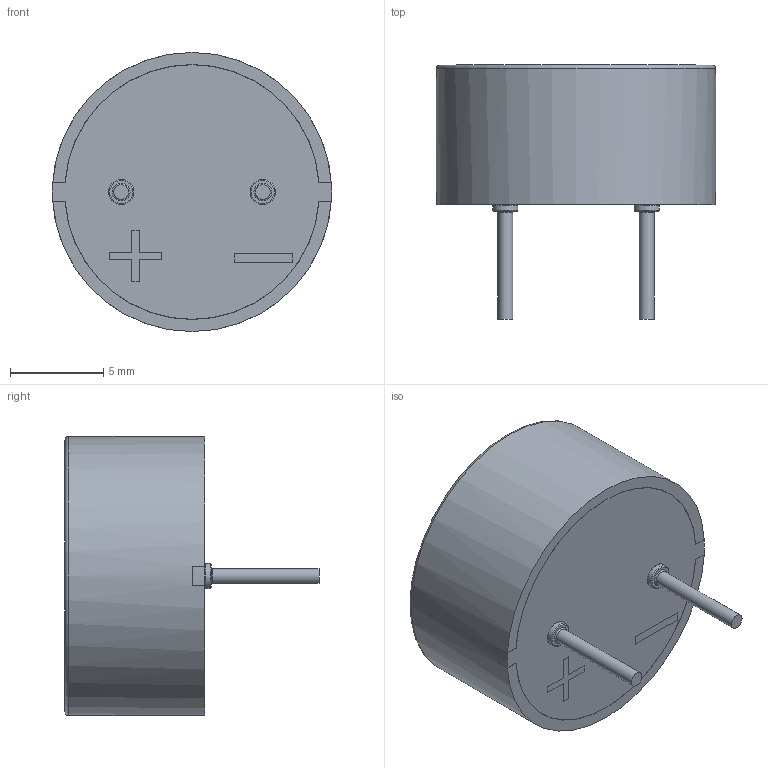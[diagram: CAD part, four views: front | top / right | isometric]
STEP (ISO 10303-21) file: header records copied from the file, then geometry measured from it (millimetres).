
FILE_DESCRIPTION(/* description */ (''),/* implementation_level */ '2;1');
FILE_NAME(/* name */ 'AST-01508MR-WT-R.ipt.step',/* time_stamp */ '2024-02-07T22:30:19-05:00',/* author */ ('J.D.'),/* organization */ (''),/* preprocessor_version */ 'ST-DEVELOPER v20',/* originating_system */ 'Autodesk Inventor 2024',/* authorisation */ '');
FILE_SCHEMA (('AUTOMOTIVE_DESIGN { 1 0 10303 214 3 1 1 }'));
Length unit declared in the file: millimetre
Products named in the file (1): AST-01508MR-R
Bounding box: 15 x 13.65 x 15 mm (x, y, z)
Volume: 960.5 mm3; surface area: 1702.6 mm2
Topology: 4 solids, 4 shells, 86 faces, 204 edges, 136 vertices
Faces by surface type: plane 46, cylinder 31, torus 8, bspline 1
Full cylindrical faces by diameter (mm): 0.8 x2, 1.35 x2, 1.4 x9, 6 x1, 7 x5, 12.98 x1, 13 x1, 13.7 x2, 15 x1
Entity records: 3631 total; most frequent: CARTESIAN_POINT 1450, DIRECTION 446, ORIENTED_EDGE 408, EDGE_CURVE 204, AXIS2_PLACEMENT_3D 169, VERTEX_POINT 136, EDGE_LOOP 114, LINE 108
